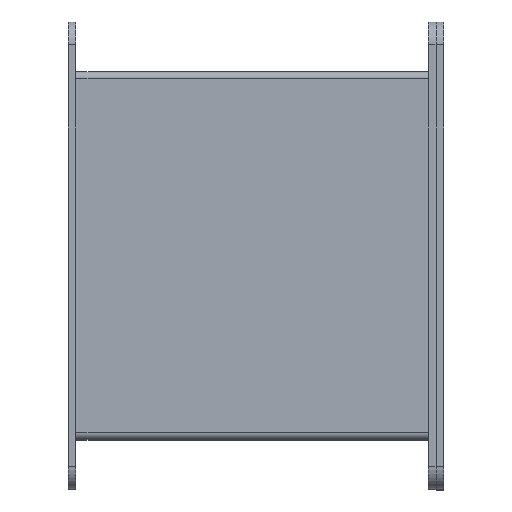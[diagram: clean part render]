
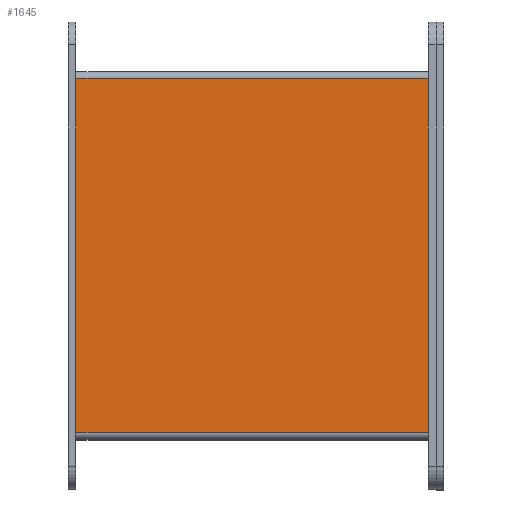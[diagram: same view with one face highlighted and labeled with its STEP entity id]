
A CAD part, top view. The second image highlights one B-rep face of the part: STEP entity #1645.
In plain terms, the highlighted planar face has unit normal (0, 0, 1).
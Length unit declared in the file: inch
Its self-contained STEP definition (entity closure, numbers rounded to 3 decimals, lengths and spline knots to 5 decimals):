
#40 = DIRECTION ( 'NONE',  ( 0., 0., -1. ) ) ;
#47 = CARTESIAN_POINT ( 'NONE',  ( -2.875, 3., 3. ) ) ;
#170 = CARTESIAN_POINT ( 'NONE',  ( -2.875, 2.892, 3. ) ) ;
#218 = VECTOR ( 'NONE', #2888, 39.37008 ) ;
#293 = CARTESIAN_POINT ( 'NONE',  ( -2.875, -2.892, 3. ) ) ;
#407 = CARTESIAN_POINT ( 'NONE',  ( -2.875, -3., 3. ) ) ;
#429 = ORIENTED_EDGE ( 'NONE', *, *, #3324, .F. ) ;
#503 = CARTESIAN_POINT ( 'NONE',  ( -2.875, -2.892, 3. ) ) ;
#630 = ORIENTED_EDGE ( 'NONE', *, *, #2006, .F. ) ;
#671 = VECTOR ( 'NONE', #1515, 39.37008 ) ;
#698 = FACE_OUTER_BOUND ( 'NONE', #1320, .T. ) ;
#752 = AXIS2_PLACEMENT_3D ( 'NONE', #407, #40, #3648 ) ;
#924 = EDGE_CURVE ( 'NONE', #1234, #2980, #3194, .T. ) ;
#1151 = VERTEX_POINT ( 'NONE', #293 ) ;
#1234 = VERTEX_POINT ( 'NONE', #1305 ) ;
#1305 = CARTESIAN_POINT ( 'NONE',  ( 2.875, -2.892, 3. ) ) ;
#1320 = EDGE_LOOP ( 'NONE', ( #429, #630, #2166, #2528 ) ) ;
#1515 = DIRECTION ( 'NONE',  ( 0., 1., 0. ) ) ;
#1645 = ADVANCED_FACE ( 'NONE', ( #698 ), #1889, .F. ) ;
#1889 = PLANE ( 'NONE',  #752 ) ;
#1957 = VECTOR ( 'NONE', #3181, 39.37008 ) ;
#1994 = CARTESIAN_POINT ( 'NONE',  ( 2.875, 2.927, 3. ) ) ;
#2006 = EDGE_CURVE ( 'NONE', #1151, #2788, #2407, .T. ) ;
#2010 = LINE ( 'NONE', #503, #218 ) ;
#2166 = ORIENTED_EDGE ( 'NONE', *, *, #2412, .F. ) ;
#2407 = LINE ( 'NONE', #47, #671 ) ;
#2412 = EDGE_CURVE ( 'NONE', #1234, #1151, #2010, .T. ) ;
#2492 = VECTOR ( 'NONE', #2854, 39.37008 ) ;
#2528 = ORIENTED_EDGE ( 'NONE', *, *, #924, .T. ) ;
#2788 = VERTEX_POINT ( 'NONE', #170 ) ;
#2854 = DIRECTION ( 'NONE',  ( 0., 1., 0. ) ) ;
#2888 = DIRECTION ( 'NONE',  ( -1., 0., 0. ) ) ;
#2980 = VERTEX_POINT ( 'NONE', #3281 ) ;
#3128 = CARTESIAN_POINT ( 'NONE',  ( -2.875, 2.892, 3. ) ) ;
#3161 = LINE ( 'NONE', #3128, #1957 ) ;
#3181 = DIRECTION ( 'NONE',  ( 1., 0., 0. ) ) ;
#3194 = LINE ( 'NONE', #1994, #2492 ) ;
#3281 = CARTESIAN_POINT ( 'NONE',  ( 2.875, 2.892, 3. ) ) ;
#3324 = EDGE_CURVE ( 'NONE', #2788, #2980, #3161, .T. ) ;
#3648 = DIRECTION ( 'NONE',  ( 0., 1., 0. ) ) ;
